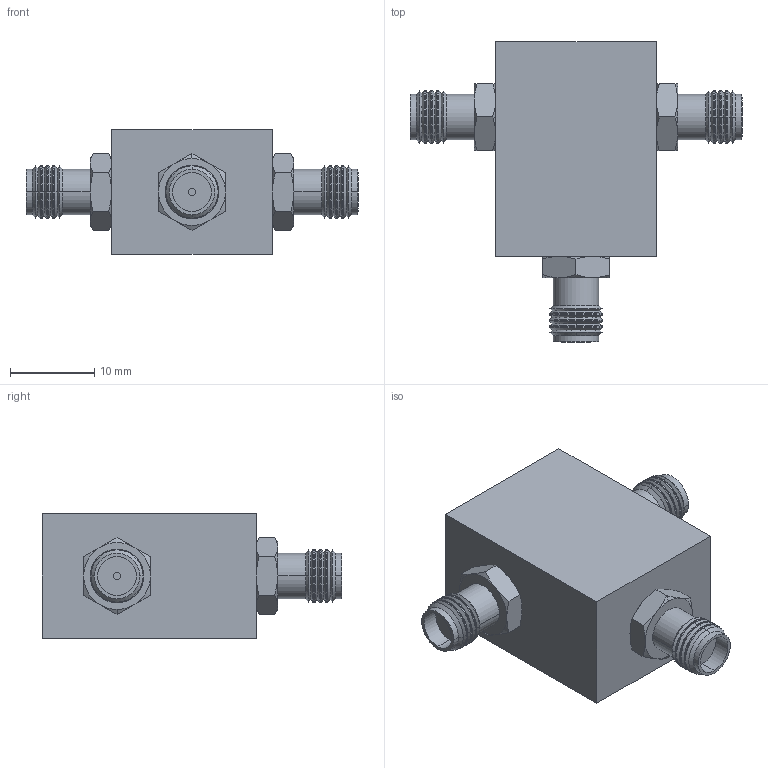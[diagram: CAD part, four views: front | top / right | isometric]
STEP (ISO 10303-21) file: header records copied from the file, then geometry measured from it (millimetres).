
FILE_DESCRIPTION (( 'STEP AP214' ), '1' );
FILE_NAME ('JJJ245_WITHOUT BRACKET.STEP', '2016-11-03T18:36:35', ( 'mcl' ), ( 'Microsoft' ), 'SwSTEP 2.0', 'SolidWorks 2016', '' );
FILE_SCHEMA (( 'AUTOMOTIVE_DESIGN' ));
Length unit declared in the file: inch
Products named in the file (2): JJJ245_WITHOUT BRACKET
Bounding box: 39.37 x 35.56 x 14.73 mm (x, y, z)
Volume: 8009.5 mm3; surface area: 3124.3 mm2
Topology: 1 solids, 1 shells, 216 faces, 504 edges, 302 vertices
Faces by surface type: cone 102, cylinder 42, bspline 36, plane 36
Entity records: 6709 total; most frequent: CARTESIAN_POINT 1780, DIRECTION 1090, ORIENTED_EDGE 1008, EDGE_CURVE 504, AXIS2_PLACEMENT_3D 476, VERTEX_POINT 302, CIRCLE 294, EDGE_LOOP 228
